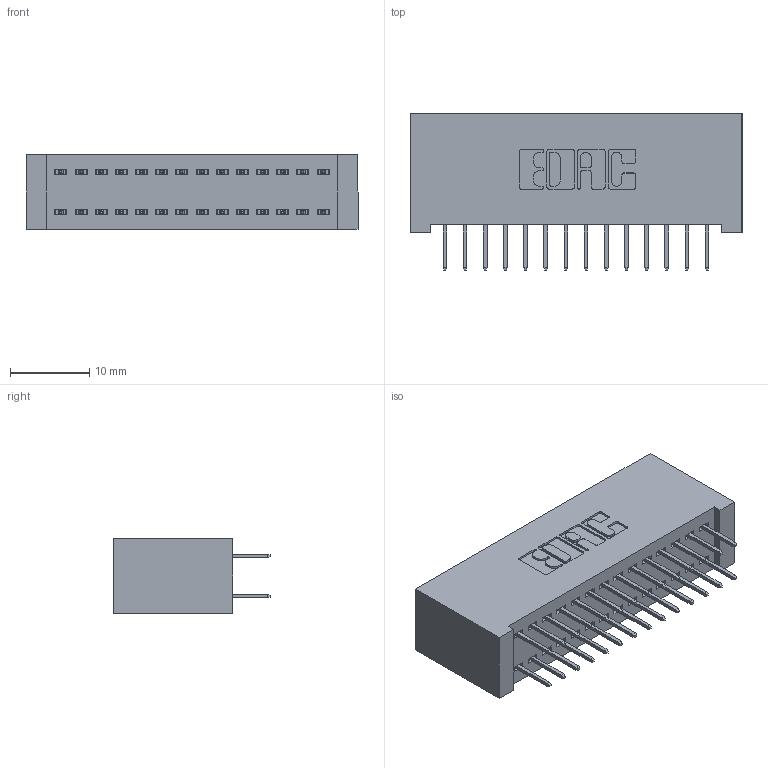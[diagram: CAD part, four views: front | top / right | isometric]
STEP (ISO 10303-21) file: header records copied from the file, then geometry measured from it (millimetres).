
FILE_DESCRIPTION (( 'STEP AP203' ), '1' );
FILE_NAME ('342-028-524-201.STEP', '2018-08-11T06:39:02', ( '' ), ( '' ), 'SwSTEP 2.0', 'SolidWorks 2016', '' );
FILE_SCHEMA (( 'CONFIG_CONTROL_DESIGN' ));
Length unit declared in the file: inch
Products named in the file (3): 342 Part_Lugless; 345-292-001_345-293-124; 342-028-524-201
Assembly tree (29 placements, depth 2):
  342-028-524-201
    342 Part_Lugless
    345-292-001_345-293-124  x28
Bounding box: 41.81 x 19.69 x 9.4 mm (x, y, z)
Volume: 4021.1 mm3; surface area: 6191.4 mm2
Topology: 29 solids, 29 shells, 1670 faces, 4727 edges, 3038 vertices
Faces by surface type: plane 1238, cylinder 432
Entity records: 12293 total; most frequent: CARTESIAN_POINT 2066, ORIENTED_EDGE 2002, DIRECTION 1809, EDGE_CURVE 1001, LINE 885, VECTOR 885, VERTEX_POINT 662, AXIS2_PLACEMENT_3D 462
